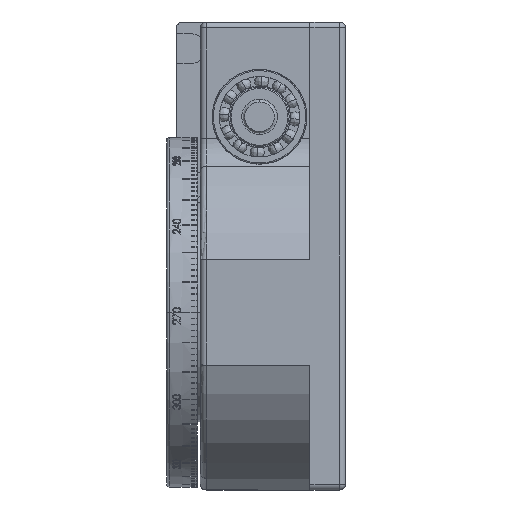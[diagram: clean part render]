
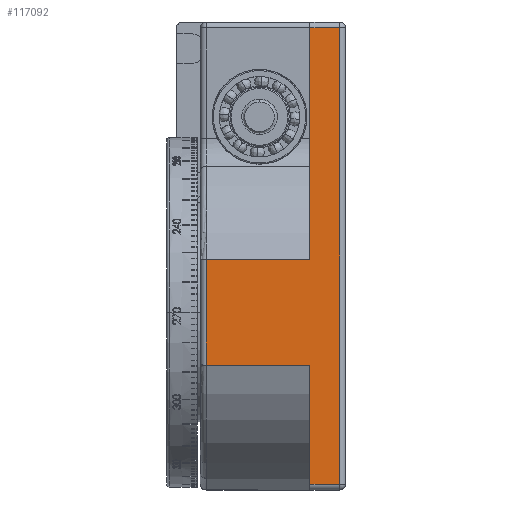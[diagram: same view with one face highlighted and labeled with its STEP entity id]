
A CAD part, left-side view. The second image highlights one B-rep face of the part: STEP entity #117092.
In plain terms, the highlighted planar face has unit normal (-1, 0, 0).
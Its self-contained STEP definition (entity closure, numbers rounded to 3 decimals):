
#1052 = LINE ( 'NONE', #133965, #80724 ) ;
#2195 = LINE ( 'NONE', #128324, #114102 ) ;
#4203 = CARTESIAN_POINT ( 'NONE',  ( -30., -6.25, 1.927 ) ) ;
#5909 = EDGE_CURVE ( 'NONE', #83825, #50076, #99157, .T. ) ;
#7605 = CARTESIAN_POINT ( 'NONE',  ( -30., 11.25, -37. ) ) ;
#8763 = EDGE_CURVE ( 'NONE', #123102, #28879, #1052, .T. ) ;
#13745 = LINE ( 'NONE', #7605, #122296 ) ;
#14816 = ORIENTED_EDGE ( 'NONE', *, *, #97121, .F. ) ;
#16699 = ORIENTED_EDGE ( 'NONE', *, *, #107254, .T. ) ;
#17806 = FACE_OUTER_BOUND ( 'NONE', #91655, .T. ) ;
#18006 = LINE ( 'NONE', #124801, #72259 ) ;
#18774 = CARTESIAN_POINT ( 'NONE',  ( -30., -11.25, -37. ) ) ;
#21065 = CARTESIAN_POINT ( 'NONE',  ( -30., 11.25, -15.927 ) ) ;
#21926 = CARTESIAN_POINT ( 'NONE',  ( -30., -6.25, -36. ) ) ;
#25731 = LINE ( 'NONE', #53123, #134212 ) ;
#27269 = VERTEX_POINT ( 'NONE', #21065 ) ;
#28879 = VERTEX_POINT ( 'NONE', #81699 ) ;
#35205 = EDGE_CURVE ( 'NONE', #83825, #128123, #2195, .T. ) ;
#35955 = CARTESIAN_POINT ( 'NONE',  ( -30., -6.25, -37. ) ) ;
#38064 = VECTOR ( 'NONE', #100874, 1000. ) ;
#43653 = DIRECTION ( 'NONE',  ( 0., 1., 0. ) ) ;
#45325 = PLANE ( 'NONE',  #77475 ) ;
#45388 = ORIENTED_EDGE ( 'NONE', *, *, #67396, .T. ) ;
#50076 = VERTEX_POINT ( 'NONE', #71685 ) ;
#50350 = ORIENTED_EDGE ( 'NONE', *, *, #67868, .T. ) ;
#53123 = CARTESIAN_POINT ( 'NONE',  ( -30., -12.25, 41. ) ) ;
#55346 = CARTESIAN_POINT ( 'NONE',  ( -30., 11.25, 1.927 ) ) ;
#55704 = VECTOR ( 'NONE', #126348, 1000. ) ;
#56210 = DIRECTION ( 'NONE',  ( 1., 0., 0. ) ) ;
#58209 = DIRECTION ( 'NONE',  ( 0., 0., 1. ) ) ;
#67396 = EDGE_CURVE ( 'NONE', #138587, #27269, #13745, .T. ) ;
#67868 = EDGE_CURVE ( 'NONE', #123102, #138587, #91666, .T. ) ;
#70230 = EDGE_CURVE ( 'NONE', #128123, #71561, #87847, .T. ) ;
#71561 = VERTEX_POINT ( 'NONE', #116974 ) ;
#71685 = CARTESIAN_POINT ( 'NONE',  ( -30., -6.25, -15.927 ) ) ;
#72259 = VECTOR ( 'NONE', #92531, 1000. ) ;
#76999 = CARTESIAN_POINT ( 'NONE',  ( -30., -12.25, -37. ) ) ;
#77475 = AXIS2_PLACEMENT_3D ( 'NONE', #76999, #56210, #131949 ) ;
#80724 = VECTOR ( 'NONE', #58209, 1000. ) ;
#81016 = ORIENTED_EDGE ( 'NONE', *, *, #5909, .F. ) ;
#81699 = CARTESIAN_POINT ( 'NONE',  ( -30., -6.25, 41. ) ) ;
#83825 = VERTEX_POINT ( 'NONE', #21926 ) ;
#84800 = VECTOR ( 'NONE', #114161, 1000. ) ;
#87847 = LINE ( 'NONE', #18774, #55704 ) ;
#91222 = ORIENTED_EDGE ( 'NONE', *, *, #70230, .T. ) ;
#91655 = EDGE_LOOP ( 'NONE', ( #50350, #45388, #14816, #81016, #130263, #91222, #16699, #94707 ) ) ;
#91666 = LINE ( 'NONE', #125070, #84800 ) ;
#92531 = DIRECTION ( 'NONE',  ( 0., 1., 0. ) ) ;
#94707 = ORIENTED_EDGE ( 'NONE', *, *, #8763, .F. ) ;
#97121 = EDGE_CURVE ( 'NONE', #50076, #27269, #18006, .T. ) ;
#97242 = CARTESIAN_POINT ( 'NONE',  ( -30., -11.25, -36. ) ) ;
#99157 = LINE ( 'NONE', #35955, #38064 ) ;
#100874 = DIRECTION ( 'NONE',  ( 0., 0., 1. ) ) ;
#105771 = DIRECTION ( 'NONE',  ( 0., 0., -1. ) ) ;
#107254 = EDGE_CURVE ( 'NONE', #71561, #28879, #25731, .T. ) ;
#114102 = VECTOR ( 'NONE', #139194, 1000. ) ;
#114161 = DIRECTION ( 'NONE',  ( 0., 1., 0. ) ) ;
#116974 = CARTESIAN_POINT ( 'NONE',  ( -30., -11.25, 41. ) ) ;
#117092 = ADVANCED_FACE ( 'NONE', ( #17806 ), #45325, .F. ) ;
#122296 = VECTOR ( 'NONE', #105771, 1000. ) ;
#123102 = VERTEX_POINT ( 'NONE', #4203 ) ;
#124801 = CARTESIAN_POINT ( 'NONE',  ( -30., -6.25, -15.927 ) ) ;
#125070 = CARTESIAN_POINT ( 'NONE',  ( -30., -6.25, 1.927 ) ) ;
#126348 = DIRECTION ( 'NONE',  ( 0., 0., 1. ) ) ;
#128123 = VERTEX_POINT ( 'NONE', #97242 ) ;
#128324 = CARTESIAN_POINT ( 'NONE',  ( -30., -12.25, -36. ) ) ;
#130263 = ORIENTED_EDGE ( 'NONE', *, *, #35205, .T. ) ;
#131949 = DIRECTION ( 'NONE',  ( 0., 1., 0. ) ) ;
#133965 = CARTESIAN_POINT ( 'NONE',  ( -30., -6.25, 1.927 ) ) ;
#134212 = VECTOR ( 'NONE', #43653, 1000. ) ;
#138587 = VERTEX_POINT ( 'NONE', #55346 ) ;
#139194 = DIRECTION ( 'NONE',  ( 0., -1., 0. ) ) ;
